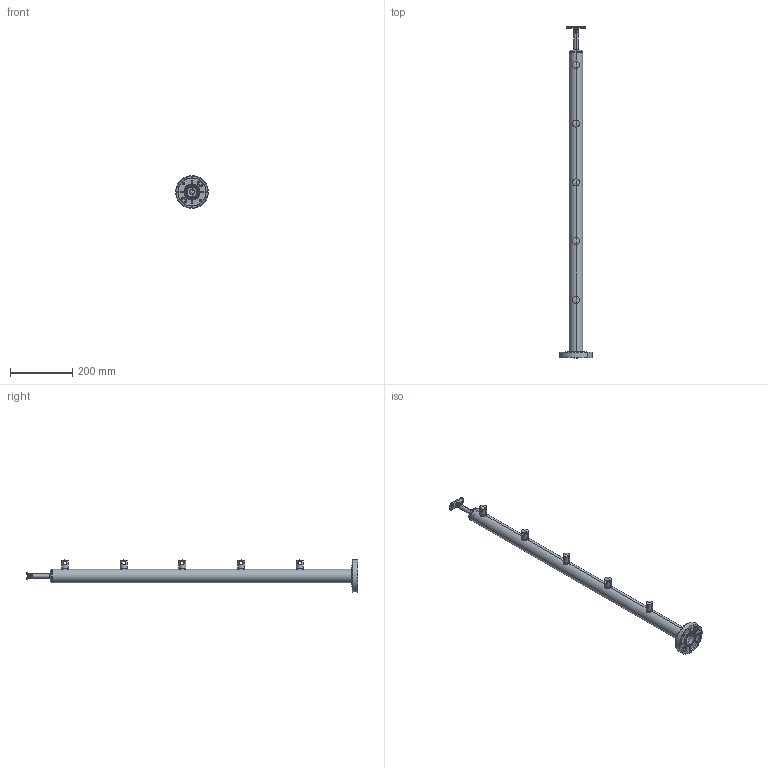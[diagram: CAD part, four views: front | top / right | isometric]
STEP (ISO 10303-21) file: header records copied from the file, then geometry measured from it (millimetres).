
FILE_DESCRIPTION (( 'STEP AP203' ), '1' );
FILE_NAME ('A-VS100-5D12.STEP', '2021-10-13T11:55:20', ( '' ), ( '' ), 'SwSTEP 2.0', 'SolidWorks 2019', '' );
FILE_SCHEMA (( 'CONFIG_CONTROL_DESIGN' ));
Length unit declared in the file: millimetre
Products named in the file (16): A_0830_042 P2; A_0718_242_UP E1; A_0830_042 P1; A_0830_042; A-0512-042; A_VS100_5xM5_TUBE; M6x10; A-0718-242_UP2 E1; screw_iso_4029-m5x6-45h; A-VS100-5D12; A-0718-242_UP1 E1; A-0940-042-N
Assembly tree (32 placements, depth 3):
  A-VS100-5D12
    A_0718_242_UP E1
      M6x10
      A-0718-242_UP1 E1
      A-0718-242_UP2 E1
    A_0830_042
      A_0830_042 P1
      A_0830_042 P2
      screw_iso_4029-m5x6-45h  x2
    A_0830_042
      A_0830_042 P1
      A_0830_042 P2
      screw_iso_4029-m5x6-45h  x2
    A_0830_042
      A_0830_042 P1
      A_0830_042 P2
      screw_iso_4029-m5x6-45h  x2
    A_0830_042
      A_0830_042 P1
      A_0830_042 P2
      screw_iso_4029-m5x6-45h  x2
    A_0830_042
      A_0830_042 P1
      A_0830_042 P2
      screw_iso_4029-m5x6-45h  x2
    A_VS100_5xM5_TUBE
    A-0940-042-N
    A-0512-042
Bounding box: 104.6 x 1062.58 x 104.6 mm (x, y, z)
Volume: 358845.7 mm3; surface area: 337104.8 mm2
Topology: 26 solids, 26 shells, 530 faces, 1344 edges, 817 vertices
Faces by surface type: cylinder 216, plane 158, cone 122, torus 16, sphere 12, bspline 6
Entity records: 12437 total; most frequent: CARTESIAN_POINT 4187, DIRECTION 1307, ORIENTED_EDGE 1276, EDGE_CURVE 638, AXIS2_PLACEMENT_3D 517, VERTEX_POINT 409, EDGE_LOOP 279, LINE 273
